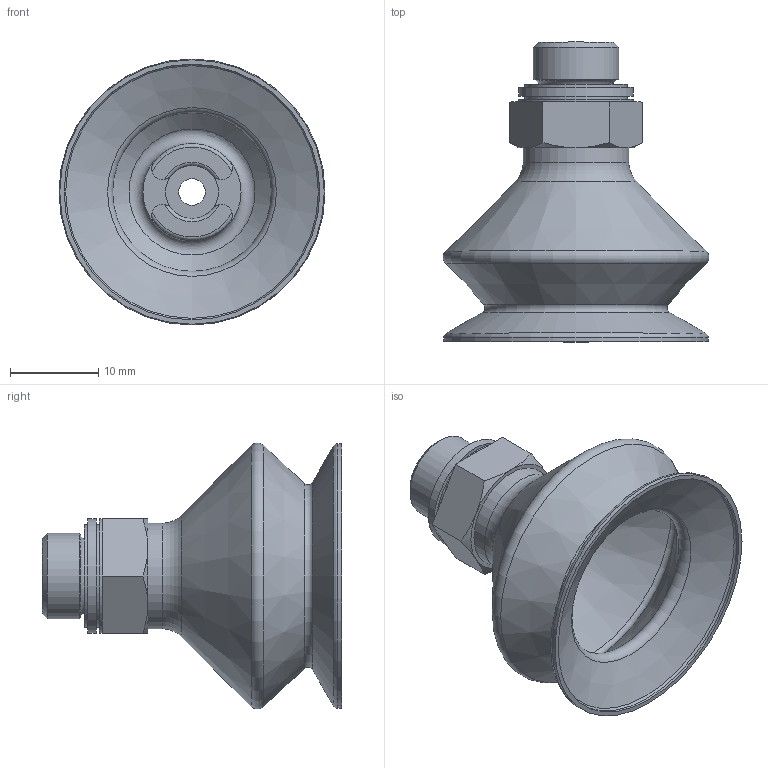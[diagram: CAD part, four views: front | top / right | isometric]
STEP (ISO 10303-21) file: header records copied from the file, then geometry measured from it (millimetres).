
FILE_DESCRIPTION(/* description */ ('STEP AP214'),/* implementation_level */ '2;1');
FILE_NAME(/* name */ '35412_VASB-30-1_8-NBR',/* time_stamp */ '2024-09-11T02:36:31+02:00',/* author */ ('License CC BY-ND 4.0'),/* organization */ ('CADENAS'),/* preprocessor_version */ 'ST-DEVELOPER v19.3',/* originating_system */ 'PARTsolutions',/* authorisation */ ' ');
FILE_SCHEMA (('AUTOMOTIVE_DESIGN {1 0 10303 214 3 1 1}'));
Length unit declared in the file: millimetre
Products named in the file (1): 35412 VASB-30-1/8-NBR
Bounding box: 30.17 x 34 x 30.17 mm (x, y, z)
Volume: 4250.7 mm3; surface area: 5004.3 mm2
Topology: 1 solids, 1 shells, 74 faces, 160 edges, 95 vertices
Faces by surface type: plane 29, cylinder 17, cone 15, torus 13
Full cylindrical faces by diameter (mm): 3 x1, 6 x1, 9.728 x1, 9.8 x1, 11.6 x2, 12 x1, 13 x2, 29 x1, 30 x1
Entity records: 2397 total; most frequent: CARTESIAN_POINT 359, DIRECTION 332, ORIENTED_EDGE 256, AXIS2_PLACEMENT_3D 149, EDGE_CURVE 128, EDGE_LOOP 112, FACE_BOUND 112, VERTEX_POINT 92
